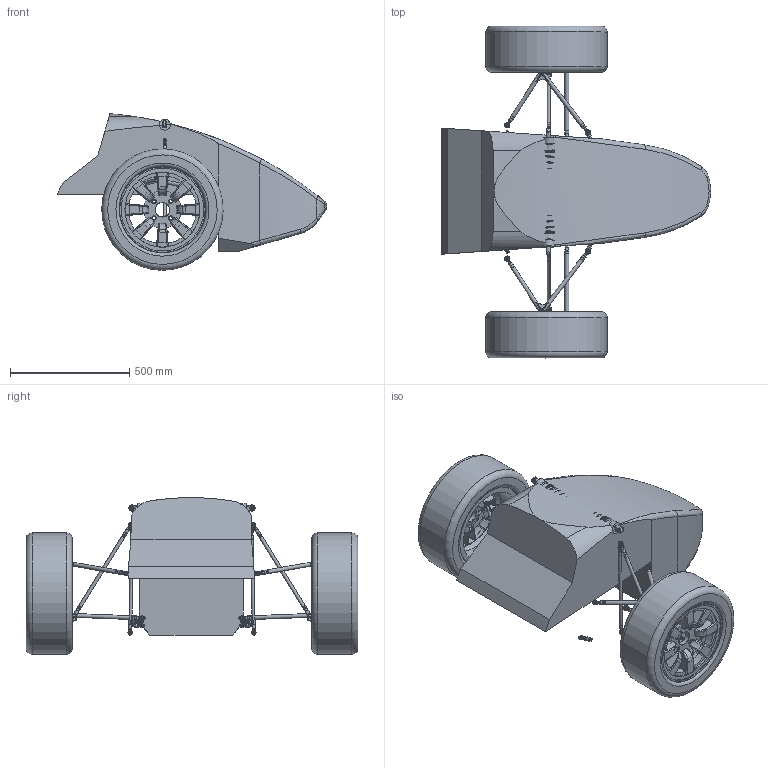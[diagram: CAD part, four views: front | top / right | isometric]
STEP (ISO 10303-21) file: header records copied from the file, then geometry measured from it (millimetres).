
FILE_DESCRIPTION(/* description */ (''),/* implementation_level */ '2;1');
FILE_NAME(/* name */ 'Body(KS-14)+Fr.wing.stp',/* time_stamp */ '2018-04-21T00:01:52+09:00',/* author */ ('ku_sk'),/* organization */ (''),/* preprocessor_version */ 'ST-DEVELOPER v17',/* originating_system */ 'Autodesk Inventor 2018',/* authorisation */ '');
FILE_SCHEMA (('AUTOMOTIVE_DESIGN { 1 0 10303 214 3 1 1 }'));
Products named in the file (74): Body(KS-14)+Fr.wing; AssyTsutsui2018A; AssyTsutsui2018; FUArmAssy; FUArm; ArmEnd1.0assy; ArmEnd1.0; 2015Wheel watanabe; Symmetry of DamperAssy 155; Symmetry of VISIONSHOCK_155; Symmetry of Spring; Symmetry of PHS 8EC.5; Symmetry of PHS_8ECBody; Symmetry of PHS_8ECBall; TieRodAssy; TieRodPipe; SRodEnd1.0Assy; RodEnd1.0; FPushRodAssy; FPushRod; FLArmAssy; FLArm; ArmEnd1.6assy; ArmEnd1.6; POS 8EC.1; POS_8ECBody; POS_8ECBall; JIS B 1181 NUT M8 STEEL GRADE C HEXAGON; MBT8; MTB8 OUT; MBT8 BALL; FARBRodAssyAl; FARBRod; Product61; JIS_B_1181_GRADE_C_HEXAGON_NUT.2; POS 6EC; POS_6ECBody; POS_6ECBall; FUArmAssy_MIR; FUArm_MIR ...
Assembly tree (99 placements, depth 7):
  Body(KS-14)+Fr.wing
    AssyTsutsui2018A
      AssyTsutsui2018
        FUArmAssy
          FUArm
          MBT8
            MTB8 OUT
            MBT8 BALL
          ArmEnd1.0assy  x2
            ArmEnd1.0
            POS 8EC.1
              POS_8ECBody
              POS_8ECBall
            JIS B 1181 NUT M8 STEEL GRADE C HEXAGON
        2015Wheel watanabe
        Symmetry of DamperAssy 155
          Symmetry of VISIONSHOCK_155
          Symmetry of Spring
          Symmetry of PHS 8EC.5
            Symmetry of PHS_8ECBody
            Symmetry of PHS_8ECBall
        TieRodAssy
          TieRodPipe
          SRodEnd1.0Assy  x2
            RodEnd1.0
            JIS B 1181 NUT M8 STEEL GRADE C HEXAGON
            POS 8EC.1
              POS_8ECBody
              POS_8ECBall
        FPushRodAssy
          FPushRod
          POS 8EC.1  x2
            POS_8ECBody
            POS_8ECBall
          JIS B 1181 NUT M8 STEEL GRADE C HEXAGON  x2
        FLArmAssy
          FLArm
          ArmEnd1.6assy  x2
            ArmEnd1.6
            POS 8EC.1
              POS_8ECBody
              POS_8ECBall
            JIS B 1181 NUT M8 STEEL GRADE C HEXAGON
          MBT8
            MTB8 OUT
            MBT8 BALL
        FARBRodAssyAl
          FARBRod
          Product61  x2
            JIS_B_1181_GRADE_C_HEXAGON_NUT.2
            POS 6EC
              POS_6ECBody
              POS_6ECBall
        FUArmAssy_MIR
          FUArm_MIR
          MBT8_MIR
            MTB8 OUT_MIR
            MBT8 BALL_MIR
          ArmEnd1.0assy_MIR  x2
            ArmEnd1.0_MIR
Bounding box: 1132 x 1394 x 658.11 mm (x, y, z)
Volume: 145128086.9 mm3; surface area: 5669409.3 mm2
Topology: 103 solids, 103 shells, 1861 faces, 4792 edges, 3221 vertices
Faces by surface type: plane 813, cylinder 444, bspline 242, torus 166, cone 108, sphere 88
Full cylindrical faces by diameter (mm): 2 x2, 4.918 x4, 6 x8, 6.4 x8, 6.647 x22, 8 x48, 9.5 x2, 12 x6, 12.5 x10, 12.6 x4, 13.8 x8, 13.9 x6, 14 x2, 15.9 x6, 16 x12, 18 x4, 19 x6, 25 x2, 38 x4, 47 x2, 53 x2, 54.2 x2, 60 x2, 291 x2, 315 x2, 316 x2, 329 x4, 340 x4, 347 x2, 363 x8
Entity records: 58887 total; most frequent: CARTESIAN_POINT 27325, DIRECTION 6456, ORIENTED_EDGE 6076, EDGE_CURVE 3038, AXIS2_PLACEMENT_3D 2692, VERTEX_POINT 2031, CIRCLE 1412, EDGE_LOOP 1377
